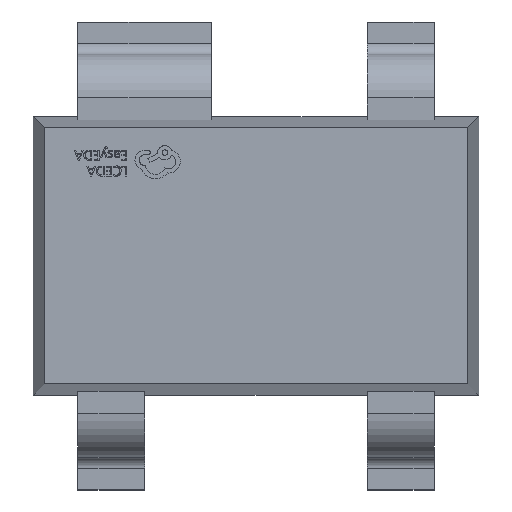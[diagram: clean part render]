
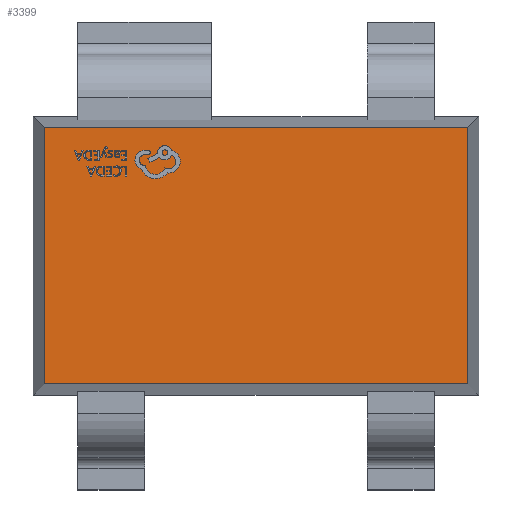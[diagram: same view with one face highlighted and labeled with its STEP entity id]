
A CAD part, top view. The second image highlights one B-rep face of the part: STEP entity #3399.
In plain terms, the highlighted planar face has unit normal (0, 0, 1).
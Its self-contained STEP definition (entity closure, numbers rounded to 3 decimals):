
#1068 = FACE_OUTER_BOUND ( 'NONE', #13891, .T. ) ;
#1493 = DIRECTION ( 'NONE',  ( 1., 0., 0. ) ) ;
#2688 = VECTOR ( 'NONE', #12493, 1000. ) ;
#2800 = VECTOR ( 'NONE', #8802, 1000. ) ;
#2920 = VERTEX_POINT ( 'NONE', #12009 ) ;
#3220 = ORIENTED_EDGE ( 'NONE', *, *, #10716, .T. ) ;
#3399 = ADVANCED_FACE ( 'NONE', ( #1068 ), #9563, .T. ) ;
#3781 = CARTESIAN_POINT ( 'NONE',  ( -0.95, 0.575, 0.45 ) ) ;
#3917 = AXIS2_PLACEMENT_3D ( 'NONE', #10180, #5631, #1493 ) ;
#4231 = CARTESIAN_POINT ( 'NONE',  ( -0.95, -0.575, 0.45 ) ) ;
#4455 = LINE ( 'NONE', #6787, #2800 ) ;
#4586 = CARTESIAN_POINT ( 'NONE',  ( -0.95, 0.575, 0.45 ) ) ;
#5148 = ORIENTED_EDGE ( 'NONE', *, *, #8033, .T. ) ;
#5298 = VERTEX_POINT ( 'NONE', #11209 ) ;
#5348 = ORIENTED_EDGE ( 'NONE', *, *, #8460, .T. ) ;
#5631 = DIRECTION ( 'NONE',  ( 0., 0., 1. ) ) ;
#6383 = LINE ( 'NONE', #4231, #7003 ) ;
#6787 = CARTESIAN_POINT ( 'NONE',  ( -0.95, 0.575, 0.45 ) ) ;
#7003 = VECTOR ( 'NONE', #7570, 1000. ) ;
#7479 = VERTEX_POINT ( 'NONE', #9254 ) ;
#7570 = DIRECTION ( 'NONE',  ( 1., 0., 0. ) ) ;
#8033 = EDGE_CURVE ( 'NONE', #2920, #5298, #6383, .T. ) ;
#8201 = LINE ( 'NONE', #3781, #8300 ) ;
#8300 = VECTOR ( 'NONE', #12520, 1000. ) ;
#8460 = EDGE_CURVE ( 'NONE', #5298, #7479, #10248, .T. ) ;
#8802 = DIRECTION ( 'NONE',  ( -1., 0., 0. ) ) ;
#9254 = CARTESIAN_POINT ( 'NONE',  ( 0.95, 0.575, 0.45 ) ) ;
#9563 = PLANE ( 'NONE',  #3917 ) ;
#10125 = ORIENTED_EDGE ( 'NONE', *, *, #13113, .T. ) ;
#10180 = CARTESIAN_POINT ( 'NONE',  ( 0., 0., 0.45 ) ) ;
#10248 = LINE ( 'NONE', #12633, #2688 ) ;
#10716 = EDGE_CURVE ( 'NONE', #7479, #10747, #4455, .T. ) ;
#10747 = VERTEX_POINT ( 'NONE', #4586 ) ;
#11209 = CARTESIAN_POINT ( 'NONE',  ( 0.95, -0.575, 0.45 ) ) ;
#12009 = CARTESIAN_POINT ( 'NONE',  ( -0.95, -0.575, 0.45 ) ) ;
#12493 = DIRECTION ( 'NONE',  ( 0., 1., 0. ) ) ;
#12520 = DIRECTION ( 'NONE',  ( 0., -1., 0. ) ) ;
#12633 = CARTESIAN_POINT ( 'NONE',  ( 0.95, 0.575, 0.45 ) ) ;
#13113 = EDGE_CURVE ( 'NONE', #10747, #2920, #8201, .T. ) ;
#13891 = EDGE_LOOP ( 'NONE', ( #10125, #5148, #5348, #3220 ) ) ;
